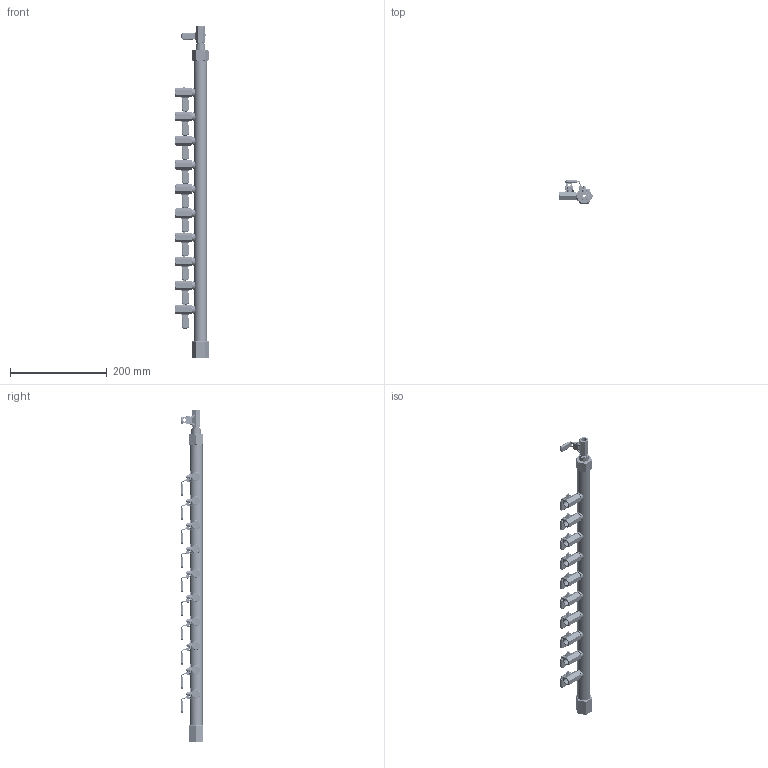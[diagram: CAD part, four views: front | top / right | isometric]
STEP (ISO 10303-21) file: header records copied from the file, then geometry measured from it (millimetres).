
FILE_DESCRIPTION (( 'STEP AP214' ), '1' );
FILE_NAME ('AH34RP10SL-14RCSL AH34 Series 10 Way Single Sided Stainless Steel Instrument Air Manifold.STEP', '2020-03-01T21:20:40', ( '' ), ( '' ), 'SwSTEP 2.0', 'SolidWorks 2020', '' );
FILE_SCHEMA (( 'AUTOMOTIVE_DESIGN' ));
Length unit declared in the file: millimetre
Products named in the file (27): 5mm SS Washer; D1T-HL red sleeve_D1T-HL Closed; D1T-HL Handle Cover; 5mm SS Lock Washer; BACK_P; AH34RP10SL-14RCSL AH34 Series LH 10 Way Single Sided Manifold; Manifold Adaptor; m5 Nut; 3-4 BSPT Coupler; D1T-HL Valve Body; STEM; White letter colouring block; 5mm Nylon Washer; F-CAP; AH34RP10SL-14RCSL AH34 Series 10 Way Single Sided Stainless Steel Instrument Air Manifold; SLIDE_LOCK; Lever
Assembly tree (157 placements, depth 3):
  AH34RP10SL-14RCSL AH34 Series 10 Way Single Sided Stainless Steel Instrument Air Manifold
    AH34RP10SL-14RCSL AH34 Series LH 10 Way Single Sided Manifold
    Manifold Adaptor
    D1T-HL red sleeve_D1T-HL Closed
      D1T-HL Valve Body
      STEM
      BACK_P
      F-CAP
      SLIDE_LOCK
      Lever
      5mm Nylon Washer
      5mm SS Washer  x2
      5mm SS Lock Washer
      m5 Nut
      D1T-HL Handle Cover
      White letter colouring block
    D1T-HL red sleeve_D1T-HL Closed
      D1T-HL Valve Body
      STEM
      BACK_P
      F-CAP
      SLIDE_LOCK
      Lever
      5mm Nylon Washer
      5mm SS Washer  x2
      5mm SS Lock Washer
      m5 Nut
      D1T-HL Handle Cover
      White letter colouring block
    D1T-HL red sleeve_D1T-HL Closed
      D1T-HL Valve Body
      STEM
      BACK_P
      F-CAP
      SLIDE_LOCK
      Lever
      5mm Nylon Washer
      5mm SS Washer  x2
      5mm SS Lock Washer
      m5 Nut
      D1T-HL Handle Cover
      White letter colouring block
    D1T-HL red sleeve_D1T-HL Closed
      D1T-HL Valve Body
      STEM
      BACK_P
      F-CAP
      SLIDE_LOCK
      Lever
      5mm Nylon Washer
      5mm SS Washer  x2
      5mm SS Lock Washer
      m5 Nut
      D1T-HL Handle Cover
      White letter colouring block
    D1T-HL red sleeve_D1T-HL Closed
      D1T-HL Valve Body
      STEM
      BACK_P
      F-CAP
Bounding box: 69.75 x 47.35 x 688 mm (x, y, z)
Volume: 310954.3 mm3; surface area: 233901.4 mm2
Topology: 179 solids, 179 shells, 6104 faces, 15497 edges, 9944 vertices
Faces by surface type: plane 2755, cylinder 1572, bspline 1019, torus 572, cone 186
Entity records: 51748 total; most frequent: CARTESIAN_POINT 25212, ORIENTED_EDGE 4870, DIRECTION 4116, EDGE_CURVE 2435, VERTEX_POINT 1556, AXIS2_PLACEMENT_3D 1469, VECTOR 1178, LINE 1178
